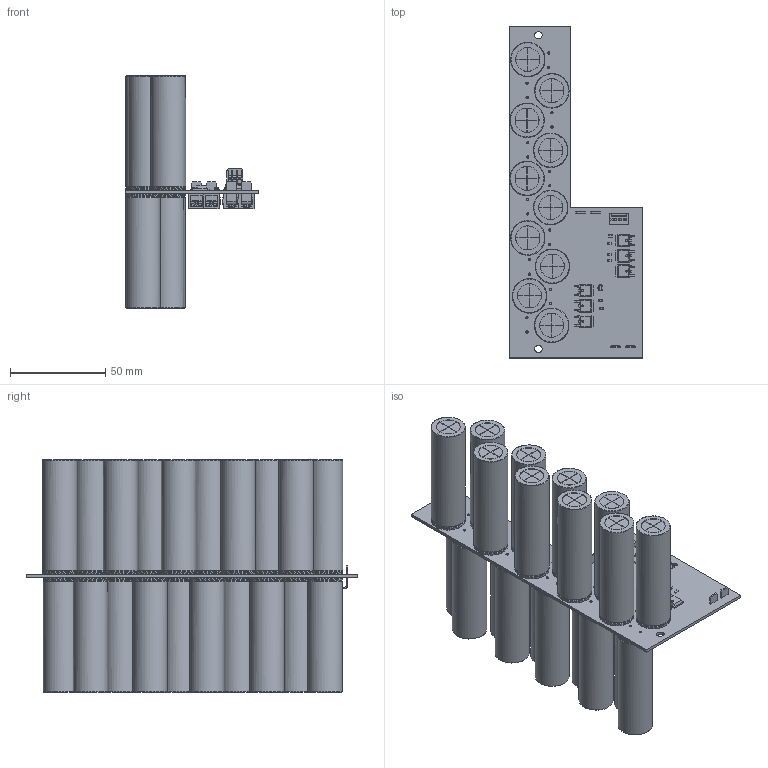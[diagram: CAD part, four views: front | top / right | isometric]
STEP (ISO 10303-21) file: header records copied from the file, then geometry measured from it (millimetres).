
FILE_DESCRIPTION(('KiCad electronic assembly'),'2;1');
FILE_NAME('supercap3.step','2023-06-15T16:28:55',('Pcbnew'),('Kicad'), 'Open CASCADE STEP processor 7.5','KiCad to STEP converter','Unknown' );
FILE_SCHEMA(('AUTOMOTIVE_DESIGN { 1 0 10303 214 1 1 1 1 }'));
Length unit declared in the file: millimetre
Products named in the file (21): supercap3 1; CP_Radial_D18.0mm_P7.50mm_L60.0mm; SOLID; TO-252-2; COMPOUND; Molex_KK-254_AE-6410-04A_1x04_P2.54mm_Vertical; R_0805_2012Metric; C_0805_2012Metric; SOT-23; Anderson P45_dual; supercap PCB
Assembly tree (49 placements, depth 3):
  supercap3 1
    CP_Radial_D18.0mm_P7.50mm_L60.0mm  x20
      SOLID
    TO-252-2  x6
      COMPOUND
    Molex_KK-254_AE-6410-04A_1x04_P2.54mm_Vertical
      SOLID
    R_0805_2012Metric  x4
      SOLID
    C_0805_2012Metric  x2
      SOLID
    SOT-23
      SOLID
    Anderson P45_dual  x2
      SOLID
      SOLID
      SOLID
      SOLID
      SOLID
      SOLID
    supercap PCB
Bounding box: 70 x 174 x 121.7 mm (x, y, z)
Volume: 322077.2 mm3; surface area: 111073.5 mm2
Topology: 71 solids, 91 shells, 2061 faces, 5081 edges, 3316 vertices
Faces by surface type: plane 1517, cylinder 377, torus 140, bspline 27
Full cylindrical faces by diameter (mm): 0.9 x40, 1 x6, 1.19 x4, 1.2 x40, 1.5 x8, 3.9 x2, 12.6 x60, 18 x40
Entity records: 49128 total; most frequent: CARTESIAN_POINT 9320, DIRECTION 6977, LINE 4921, VECTOR 4921, ORIENTED_EDGE 3708, PCURVE 3708, DEFINITIONAL_REPRESENTATION 3708, EDGE_CURVE 1854
